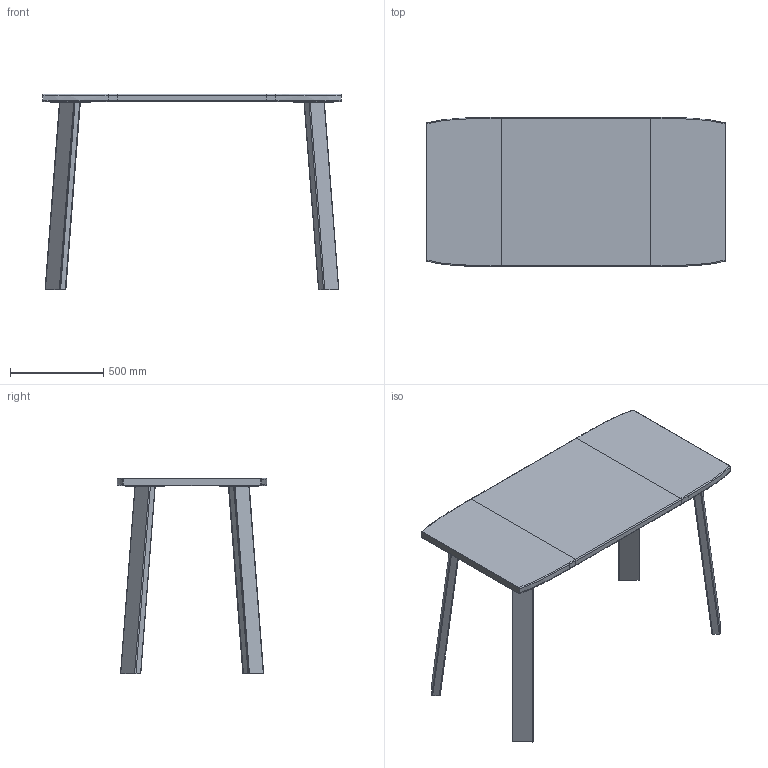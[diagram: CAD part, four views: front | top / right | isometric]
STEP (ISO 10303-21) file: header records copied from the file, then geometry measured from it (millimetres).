
FILE_DESCRIPTION((''),'2;1');
FILE_NAME('STEHTISCH_40MM_08_ASM','2018-10-10T',('user'),(''),'CREO PARAMETRIC BY PTC INC, 2017300','CREO PARAMETRIC BY PTC INC, 2017300','');
FILE_SCHEMA(('CONFIG_CONTROL_DESIGN'));
Length unit declared in the file: millimetre
Products named in the file (12): ST_PLATTE_1_08; STEHTISCHFUSS_08; ST_FUSS2_08; ST_PLATTE2_08; ST_PLATTE3_08; ST_FUSS3_08; ST_FUSS4_08; ST_PLATTE4_08; ST_TISCHPLATTE_40MM_08; GRUNDGERUEST_STEHTISCH_08; BARTISCHFUSS_08; STEHTISCH_40MM_08_ASM
Assembly tree (11 placements, depth 2):
  STEHTISCH_40MM_08_ASM
    ST_PLATTE_1_08
    STEHTISCHFUSS_08
    ST_FUSS2_08
    ST_PLATTE2_08
    ST_PLATTE3_08
    ST_FUSS3_08
    ST_FUSS4_08
    ST_PLATTE4_08
    ST_TISCHPLATTE_40MM_08
    GRUNDGERUEST_STEHTISCH_08
    BARTISCHFUSS_08
Bounding box: 1600 x 800 x 1050 mm (x, y, z)
Volume: 78205397.2 mm3; surface area: 4577230.5 mm2
Topology: 10 solids, 11 shells, 180 faces, 440 edges, 280 vertices
Faces by surface type: plane 72, cylinder 68, extrusion 20, bspline 20
Entity records: 7486 total; most frequent: CARTESIAN_POINT 3103, ORIENTED_EDGE 864, DIRECTION 798, EDGE_CURVE 440, VERTEX_POINT 280, AXIS2_PLACEMENT_3D 269, VECTOR 260, LINE 240
